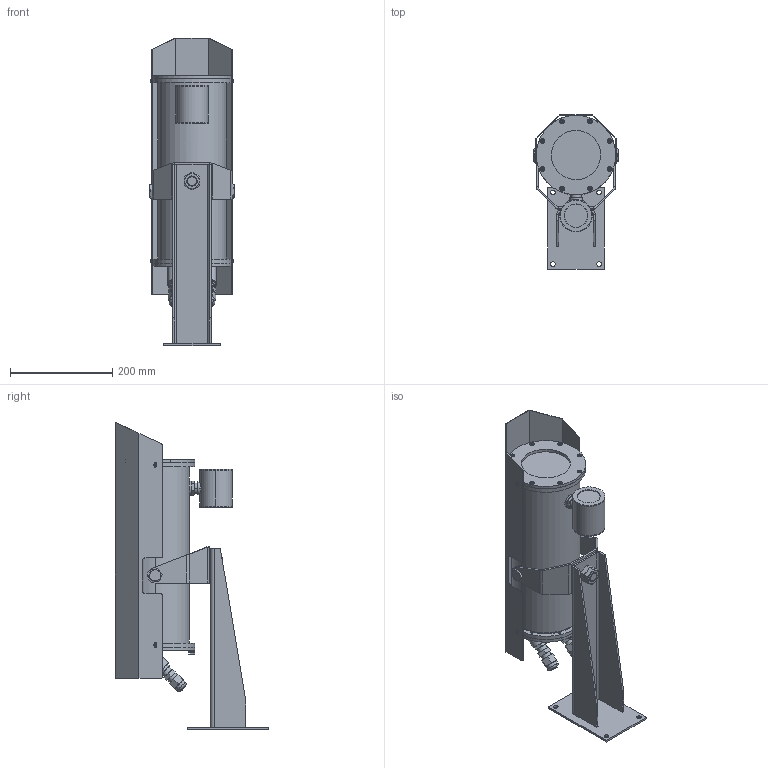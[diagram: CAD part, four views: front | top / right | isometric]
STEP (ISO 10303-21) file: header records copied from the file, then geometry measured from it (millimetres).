
FILE_DESCRIPTION (( 'STEP AP203' ), '1' );
FILE_NAME ('ÒÂÊ-00.000 ÑÁ Òåðìîêîæóõ ÃÍÓÒÛÉ ÊÐÎÍØÒÅÉÍ.STEP', '2015-02-25T10:56:32', ( 'Admin' ), ( 'Microsoft' ), 'SwSTEP 2.0', 'SolidWorks 2012', '' );
FILE_SCHEMA (( 'CONFIG_CONTROL_DESIGN' ));
Length unit declared in the file: millimetre
Products named in the file (1): ÒÂÊ-00.000 ÑÁ Òåðìîêîæóõ ÃÍÓÒÛÉ ÊÐÎÍØÒÅÉÍ
Bounding box: 166 x 300.5 x 599.53 mm (x, y, z)
Surface area: 750202.1 mm2 (no closed solid volume)
Topology: 0 solids, 86 shells, 640 faces, 1952 edges, 1358 vertices
Faces by surface type: plane 301, cylinder 191, cone 136, bspline 8, torus 4
Entity records: 24314 total; most frequent: CARTESIAN_POINT 7102, DIRECTION 3601, ORIENTED_EDGE 3112, EDGE_CURVE 1952, VERTEX_POINT 1358, AXIS2_PLACEMENT_3D 1352, VECTOR 897, LINE 897
